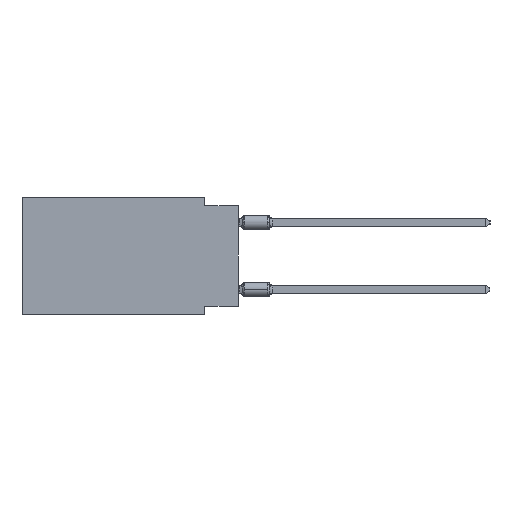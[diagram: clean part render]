
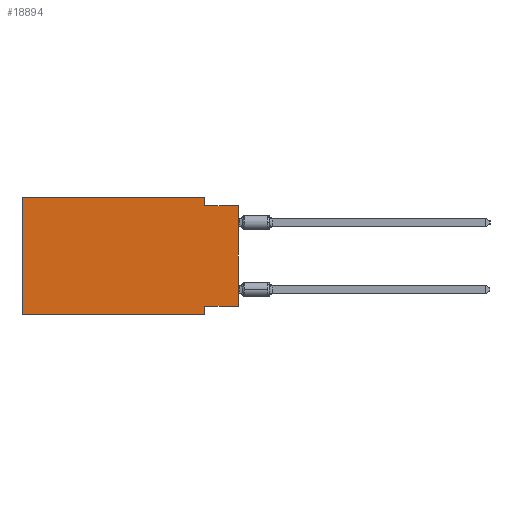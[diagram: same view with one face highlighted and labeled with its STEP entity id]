
A CAD part, left-side view. The second image highlights one B-rep face of the part: STEP entity #18894.
In plain terms, the highlighted planar face has unit normal (-1, 0, 0).
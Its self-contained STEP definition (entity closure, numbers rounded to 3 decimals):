
#633 = DIRECTION ( 'NONE',  ( 1., 0., 0. ) ) ;
#877 = DIRECTION ( 'NONE',  ( 0., -1., 0. ) ) ;
#1263 = ORIENTED_EDGE ( 'NONE', *, *, #32474, .F. ) ;
#1321 = VECTOR ( 'NONE', #15532, 1000. ) ;
#2073 = CARTESIAN_POINT ( 'NONE',  ( 0., 16.383, 0. ) ) ;
#2498 = VERTEX_POINT ( 'NONE', #38040 ) ;
#2894 = VERTEX_POINT ( 'NONE', #40884 ) ;
#3679 = CARTESIAN_POINT ( 'NONE',  ( 0., 16.383, 0. ) ) ;
#3788 = CARTESIAN_POINT ( 'NONE',  ( 0., 0., 0. ) ) ;
#3883 = LINE ( 'NONE', #3679, #22592 ) ;
#3964 = PLANE ( 'NONE',  #41343 ) ;
#4328 = ORIENTED_EDGE ( 'NONE', *, *, #16065, .F. ) ;
#4365 = FACE_OUTER_BOUND ( 'NONE', #34079, .T. ) ;
#4492 = DIRECTION ( 'NONE',  ( 0., 0., -1. ) ) ;
#4931 = LINE ( 'NONE', #33754, #19992 ) ;
#5245 = VERTEX_POINT ( 'NONE', #14804 ) ;
#5258 = VECTOR ( 'NONE', #19266, 1000. ) ;
#5696 = CARTESIAN_POINT ( 'NONE',  ( 0., 0., -8.255 ) ) ;
#6296 = ORIENTED_EDGE ( 'NONE', *, *, #17681, .F. ) ;
#6891 = CARTESIAN_POINT ( 'NONE',  ( 0., 16.383, 0. ) ) ;
#6987 = ORIENTED_EDGE ( 'NONE', *, *, #26860, .T. ) ;
#9157 = CARTESIAN_POINT ( 'NONE',  ( 0., 0., -0.635 ) ) ;
#10682 = VERTEX_POINT ( 'NONE', #15352 ) ;
#12123 = VERTEX_POINT ( 'NONE', #2073 ) ;
#13362 = VERTEX_POINT ( 'NONE', #9157 ) ;
#13781 = DIRECTION ( 'NONE',  ( 0., 0., -1. ) ) ;
#14804 = CARTESIAN_POINT ( 'NONE',  ( 0., 2.54, 0. ) ) ;
#15352 = CARTESIAN_POINT ( 'NONE',  ( 0., 16.383, -8.89 ) ) ;
#15532 = DIRECTION ( 'NONE',  ( 0., 1., 0. ) ) ;
#15884 = CARTESIAN_POINT ( 'NONE',  ( 0., 16.383, 0. ) ) ;
#16065 = EDGE_CURVE ( 'NONE', #2894, #27485, #34337, .T. ) ;
#16435 = DIRECTION ( 'NONE',  ( 0., 0., 1. ) ) ;
#16667 = ORIENTED_EDGE ( 'NONE', *, *, #33821, .T. ) ;
#17239 = CARTESIAN_POINT ( 'NONE',  ( 0., 2.54, -8.89 ) ) ;
#17681 = EDGE_CURVE ( 'NONE', #12123, #5245, #21563, .T. ) ;
#17808 = ORIENTED_EDGE ( 'NONE', *, *, #27035, .F. ) ;
#18536 = CARTESIAN_POINT ( 'NONE',  ( 0., 2.54, -8.89 ) ) ;
#18753 = LINE ( 'NONE', #18536, #34042 ) ;
#18894 = ADVANCED_FACE ( 'NONE', ( #4365 ), #3964, .F. ) ;
#19266 = DIRECTION ( 'NONE',  ( 0., 0., 1. ) ) ;
#19918 = VECTOR ( 'NONE', #4492, 1000. ) ;
#19992 = VECTOR ( 'NONE', #27698, 1000. ) ;
#20716 = CARTESIAN_POINT ( 'NONE',  ( 0., 0., -0.635 ) ) ;
#21563 = LINE ( 'NONE', #15884, #27713 ) ;
#22487 = ORIENTED_EDGE ( 'NONE', *, *, #32632, .F. ) ;
#22592 = VECTOR ( 'NONE', #16435, 1000. ) ;
#25213 = CARTESIAN_POINT ( 'NONE',  ( 0., 2.54, -8.255 ) ) ;
#25827 = DIRECTION ( 'NONE',  ( 0., 0., -1. ) ) ;
#26860 = EDGE_CURVE ( 'NONE', #2894, #13362, #35152, .T. ) ;
#27035 = EDGE_CURVE ( 'NONE', #2498, #13362, #39942, .T. ) ;
#27485 = VERTEX_POINT ( 'NONE', #25213 ) ;
#27698 = DIRECTION ( 'NONE',  ( 0., -1., 0. ) ) ;
#27713 = VECTOR ( 'NONE', #28626, 1000. ) ;
#28625 = EDGE_CURVE ( 'NONE', #27485, #28732, #18753, .T. ) ;
#28626 = DIRECTION ( 'NONE',  ( 0., -1., 0. ) ) ;
#28732 = VERTEX_POINT ( 'NONE', #17239 ) ;
#32474 = EDGE_CURVE ( 'NONE', #10682, #12123, #3883, .T. ) ;
#32632 = EDGE_CURVE ( 'NONE', #5245, #2498, #33742, .T. ) ;
#33742 = LINE ( 'NONE', #36701, #19918 ) ;
#33754 = CARTESIAN_POINT ( 'NONE',  ( 0., 16.383, -8.89 ) ) ;
#33821 = EDGE_CURVE ( 'NONE', #10682, #28732, #4931, .T. ) ;
#34042 = VECTOR ( 'NONE', #25827, 1000. ) ;
#34079 = EDGE_LOOP ( 'NONE', ( #6987, #17808, #22487, #6296, #1263, #16667, #41214, #4328 ) ) ;
#34337 = LINE ( 'NONE', #5696, #1321 ) ;
#35152 = LINE ( 'NONE', #3788, #5258 ) ;
#35952 = VECTOR ( 'NONE', #877, 1000. ) ;
#36701 = CARTESIAN_POINT ( 'NONE',  ( 0., 2.54, 0. ) ) ;
#38040 = CARTESIAN_POINT ( 'NONE',  ( 0., 2.54, -0.635 ) ) ;
#39942 = LINE ( 'NONE', #20716, #35952 ) ;
#40884 = CARTESIAN_POINT ( 'NONE',  ( 0., 0., -8.255 ) ) ;
#41214 = ORIENTED_EDGE ( 'NONE', *, *, #28625, .F. ) ;
#41343 = AXIS2_PLACEMENT_3D ( 'NONE', #6891, #633, #13781 ) ;
